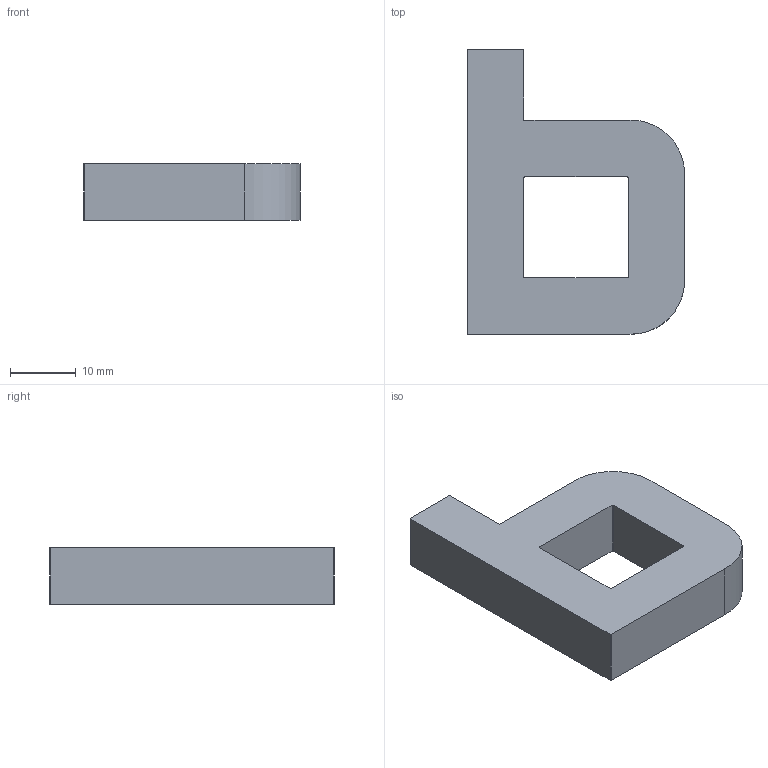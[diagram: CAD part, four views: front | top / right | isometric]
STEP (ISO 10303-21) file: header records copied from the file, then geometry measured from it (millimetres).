
FILE_DESCRIPTION(('FreeCAD Model'),'2;1');
FILE_NAME('Open CASCADE Shape Model','2023-04-30T22:51:52',(''),(''), 'Open CASCADE STEP processor 7.6','FreeCAD','Unknown');
FILE_SCHEMA(('AUTOMOTIVE_DESIGN { 1 0 10303 214 1 1 1 1 }'));
Length unit declared in the file: millimetre
Products named in the file (1): bod-round-magnet
Bounding box: 33.11 x 43.43 x 8.6 mm (x, y, z)
Volume: 7619.2 mm3; surface area: 3672.5 mm2
Topology: 1 solids, 1 shells, 25 faces, 63 edges, 42 vertices
Faces by surface type: plane 14, cylinder 11
Full cylindrical faces by diameter (mm): 6.05 x2
Entity records: 1646 total; most frequent: CARTESIAN_POINT 341, DIRECTION 249, LINE 145, VECTOR 145, ORIENTED_EDGE 126, PCURVE 126, DEFINITIONAL_REPRESENTATION 126, EDGE_CURVE 63
